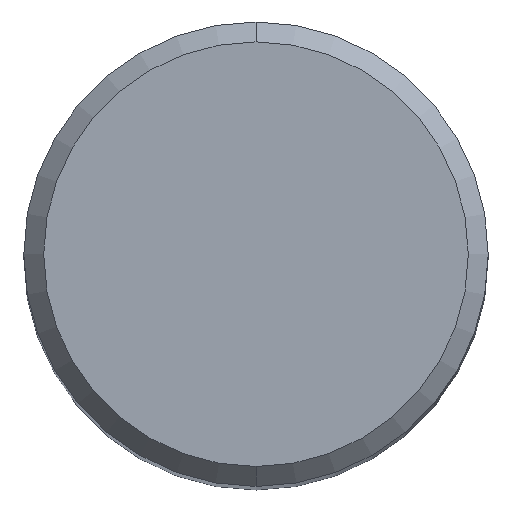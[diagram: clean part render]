
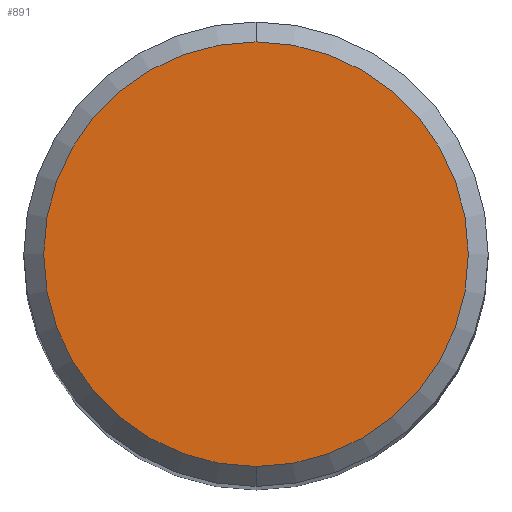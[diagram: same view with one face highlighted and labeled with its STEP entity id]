
A CAD part, top view. The second image highlights one B-rep face of the part: STEP entity #891.
In plain terms, the highlighted planar face has unit normal (0, 0, 1).
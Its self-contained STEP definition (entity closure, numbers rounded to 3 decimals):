
#521=VERTEX_POINT('',#1132);
#543=EDGE_CURVE('',#625,#521,#1156,.T.);
#625=VERTEX_POINT('',#1244);
#741=EDGE_CURVE('',#521,#625,#1374,.T.);
#891=ADVANCED_FACE('',(#1538),#1539,.T.);
#1132=CARTESIAN_POINT('',(0.,-6.4,0.0));
#1156=CIRCLE('',#5110,6.4);
#1244=CARTESIAN_POINT('',(0.0,6.4,0.0));
#1374=CIRCLE('',#7255,6.4);
#1538=FACE_OUTER_BOUND('',#9171,.T.);
#1539=PLANE('',#9172);
#5110=AXIS2_PLACEMENT_3D('',#9422,#9423,#9424);
#7255=AXIS2_PLACEMENT_3D('',#9659,#9660,#9661);
#9171=EDGE_LOOP('',(#9825,#9826));
#9172=AXIS2_PLACEMENT_3D('',#9827,#9828,#9829);
#9422=CARTESIAN_POINT('',(0.0,0.0,0.0));
#9423=DIRECTION('',(0.0,0.0,-1.0));
#9424=DIRECTION('',(0.0,1.0,0.0));
#9659=CARTESIAN_POINT('',(0.0,0.0,0.0));
#9660=DIRECTION('',(0.0,0.0,-1.0));
#9661=DIRECTION('',(0.0,1.0,0.0));
#9825=ORIENTED_EDGE('',*,*,#543,.F.);
#9826=ORIENTED_EDGE('',*,*,#741,.F.);
#9827=CARTESIAN_POINT('',(0.0,3.2,0.0));
#9828=DIRECTION('',(-0.0,0.0,1.0));
#9829=DIRECTION('',(0.0,-1.0,0.0));
